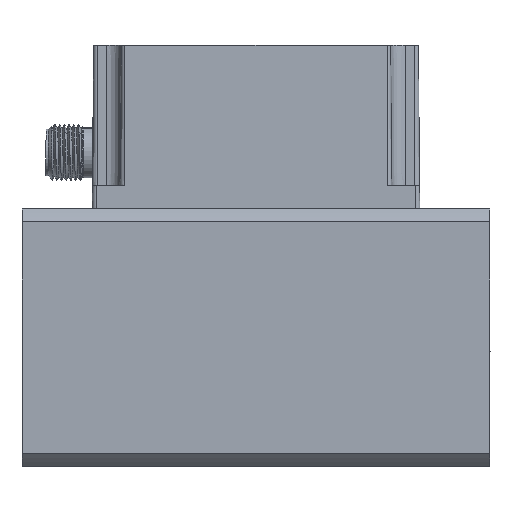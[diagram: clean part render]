
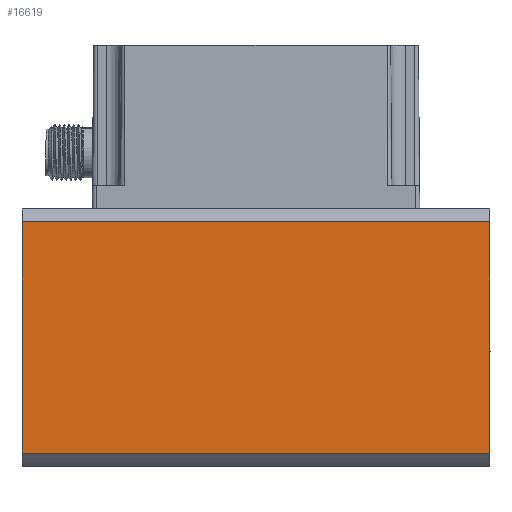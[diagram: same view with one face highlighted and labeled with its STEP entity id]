
A CAD part, top view. The second image highlights one B-rep face of the part: STEP entity #16619.
In plain terms, the highlighted planar face has unit normal (0, 0, 1).
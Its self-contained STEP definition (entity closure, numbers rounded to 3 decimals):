
#1096 = EDGE_CURVE ( 'NONE', #49375, #37124, #28049, .T. ) ;
#2667 = CARTESIAN_POINT ( 'NONE',  ( 0., 24.754, 27.5 ) ) ;
#3656 = CARTESIAN_POINT ( 'NONE',  ( 0., -24.754, 27.5 ) ) ;
#7616 = DIRECTION ( 'NONE',  ( 1., 0., 0. ) ) ;
#7709 = CARTESIAN_POINT ( 'NONE',  ( 100., 24.754, 27.5 ) ) ;
#9878 = EDGE_CURVE ( 'NONE', #37124, #51062, #30962, .T. ) ;
#12369 = CARTESIAN_POINT ( 'NONE',  ( 100., 27.5, 27.5 ) ) ;
#13759 = DIRECTION ( 'NONE',  ( 1., 0., 0. ) ) ;
#16619 = ADVANCED_FACE ( 'NONE', ( #57295 ), #48407, .T. ) ;
#20020 = CARTESIAN_POINT ( 'NONE',  ( 100., -24.754, 27.5 ) ) ;
#23254 = CARTESIAN_POINT ( 'NONE',  ( 0., -24.754, 27.5 ) ) ;
#25688 = ORIENTED_EDGE ( 'NONE', *, *, #9878, .T. ) ;
#27548 = DIRECTION ( 'NONE',  ( -1., 0., 0. ) ) ;
#28049 = LINE ( 'NONE', #2667, #47830 ) ;
#29127 = LINE ( 'NONE', #45549, #51098 ) ;
#30962 = LINE ( 'NONE', #23254, #57871 ) ;
#35154 = DIRECTION ( 'NONE',  ( 0., 0., 1. ) ) ;
#35495 = VERTEX_POINT ( 'NONE', #54252 ) ;
#37115 = ORIENTED_EDGE ( 'NONE', *, *, #1096, .T. ) ;
#37124 = VERTEX_POINT ( 'NONE', #3656 ) ;
#40485 = ORIENTED_EDGE ( 'NONE', *, *, #50975, .T. ) ;
#45549 = CARTESIAN_POINT ( 'NONE',  ( 100., 24.754, 27.5 ) ) ;
#46571 = CARTESIAN_POINT ( 'NONE',  ( 0., 24.754, 27.5 ) ) ;
#47830 = VECTOR ( 'NONE', #48025, 1000. ) ;
#47900 = DIRECTION ( 'NONE',  ( 0., -1., 0. ) ) ;
#48025 = DIRECTION ( 'NONE',  ( 0., -1., 0. ) ) ;
#48407 = PLANE ( 'NONE',  #49530 ) ;
#49375 = VERTEX_POINT ( 'NONE', #46571 ) ;
#49530 = AXIS2_PLACEMENT_3D ( 'NONE', #12369, #35154, #7616 ) ;
#49619 = VECTOR ( 'NONE', #47900, 1000. ) ;
#50975 = EDGE_CURVE ( 'NONE', #35495, #49375, #29127, .T. ) ;
#51062 = VERTEX_POINT ( 'NONE', #20020 ) ;
#51098 = VECTOR ( 'NONE', #27548, 1000. ) ;
#51223 = EDGE_CURVE ( 'NONE', #35495, #51062, #52449, .T. ) ;
#52449 = LINE ( 'NONE', #7709, #49619 ) ;
#52736 = EDGE_LOOP ( 'NONE', ( #25688, #55340, #40485, #37115 ) ) ;
#54252 = CARTESIAN_POINT ( 'NONE',  ( 100., 24.754, 27.5 ) ) ;
#55340 = ORIENTED_EDGE ( 'NONE', *, *, #51223, .F. ) ;
#57295 = FACE_OUTER_BOUND ( 'NONE', #52736, .T. ) ;
#57871 = VECTOR ( 'NONE', #13759, 1000. ) ;
